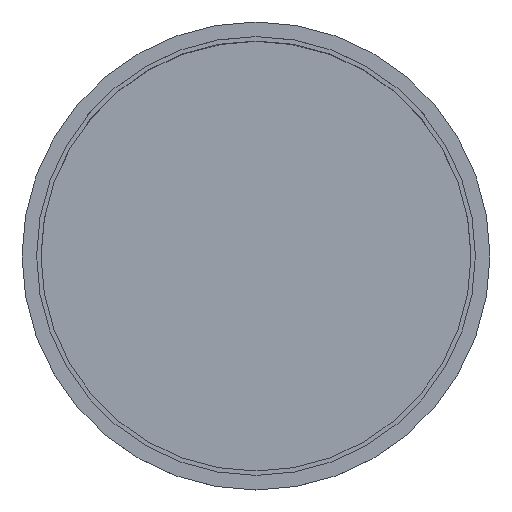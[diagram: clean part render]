
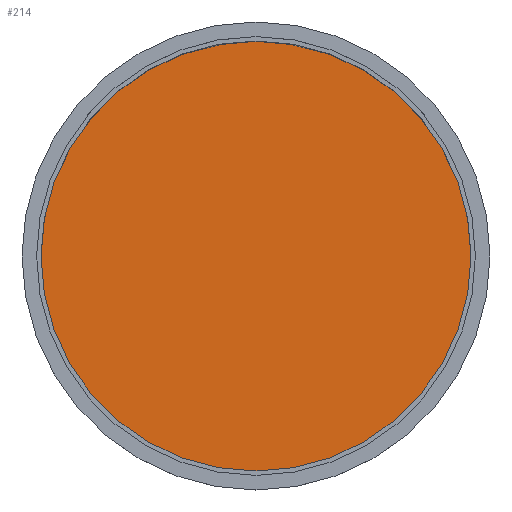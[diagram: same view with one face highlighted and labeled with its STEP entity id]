
A CAD part, top view. The second image highlights one B-rep face of the part: STEP entity #214.
In plain terms, the highlighted planar face has unit normal (0, 0, 1).
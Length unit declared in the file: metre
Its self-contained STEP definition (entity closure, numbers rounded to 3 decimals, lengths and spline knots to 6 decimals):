
#46=PLANE('',#275);
#64=ORIENTED_EDGE('',*,*,#102,.T.);
#102=EDGE_CURVE('',#124,#124,#142,.T.);
#124=VERTEX_POINT('',#385);
#142=CIRCLE('',#273,0.03675);
#162=EDGE_LOOP('',(#64));
#188=FACE_BOUND('',#162,.T.);
#214=ADVANCED_FACE('',(#188),#46,.T.);
#273=AXIS2_PLACEMENT_3D('',#384,#317,#318);
#275=AXIS2_PLACEMENT_3D('',#388,#321,#322);
#317=DIRECTION('',(0.,0.,1.));
#318=DIRECTION('',(1.,0.,0.));
#321=DIRECTION('',(0.,0.,1.));
#322=DIRECTION('',(1.,0.,0.));
#384=CARTESIAN_POINT('',(0.,0.,0.001));
#385=CARTESIAN_POINT('',(0.03675,0.,0.001));
#388=CARTESIAN_POINT('',(0.,0.,0.001));
